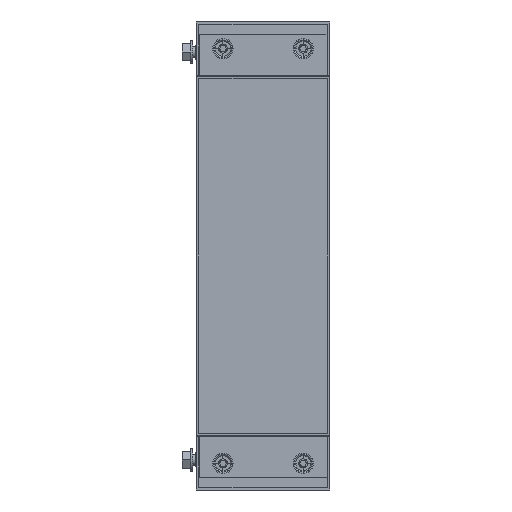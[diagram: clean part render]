
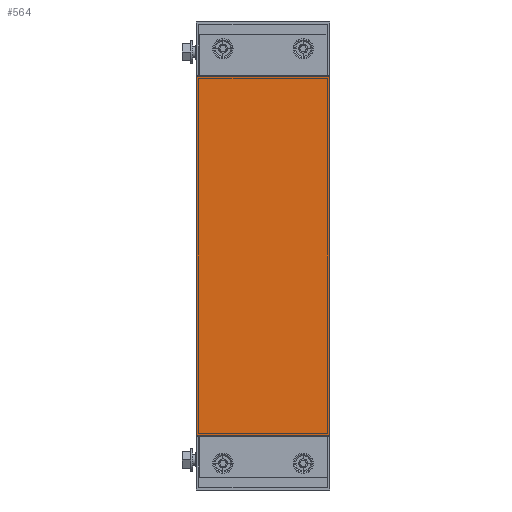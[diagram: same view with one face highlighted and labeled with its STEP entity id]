
A CAD part, left-side view. The second image highlights one B-rep face of the part: STEP entity #564.
In plain terms, the highlighted planar face has unit normal (-1, 0, 0).
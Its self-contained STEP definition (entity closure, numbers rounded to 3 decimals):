
#221 = CARTESIAN_POINT ( 'NONE',  ( 0., -100., 334.6 ) ) ;
#406 = VECTOR ( 'NONE', #872, 1000. ) ;
#498 = PLANE ( 'NONE',  #4945 ) ;
#531 = CARTESIAN_POINT ( 'NONE',  ( 0., -100., 65.4 ) ) ;
#564 = ADVANCED_FACE ( 'NONE', ( #5004 ), #498, .T. ) ;
#872 = DIRECTION ( 'NONE',  ( 0., 0., 1. ) ) ;
#928 = VECTOR ( 'NONE', #8713, 1000. ) ;
#989 = CARTESIAN_POINT ( 'NONE',  ( 0., 0., 65.4 ) ) ;
#1110 = EDGE_LOOP ( 'NONE', ( #8572, #2945, #7899, #9104 ) ) ;
#1139 = DIRECTION ( 'NONE',  ( 0., 0., 1. ) ) ;
#1814 = CARTESIAN_POINT ( 'NONE',  ( 0., 0., 65.4 ) ) ;
#1964 = CARTESIAN_POINT ( 'NONE',  ( 0., 0., 65.4 ) ) ;
#2120 = VECTOR ( 'NONE', #5626, 1000. ) ;
#2945 = ORIENTED_EDGE ( 'NONE', *, *, #4461, .T. ) ;
#3973 = EDGE_CURVE ( 'NONE', #9099, #9544, #5097, .T. ) ;
#4287 = CARTESIAN_POINT ( 'NONE',  ( 0., 0., 0. ) ) ;
#4461 = EDGE_CURVE ( 'NONE', #5231, #9099, #7807, .T. ) ;
#4945 = AXIS2_PLACEMENT_3D ( 'NONE', #4287, #4955, #1139 ) ;
#4955 = DIRECTION ( 'NONE',  ( -1., 0., 0. ) ) ;
#5004 = FACE_OUTER_BOUND ( 'NONE', #1110, .T. ) ;
#5097 = LINE ( 'NONE', #5141, #6057 ) ;
#5141 = CARTESIAN_POINT ( 'NONE',  ( 0., 0., 334.6 ) ) ;
#5231 = VERTEX_POINT ( 'NONE', #531 ) ;
#5626 = DIRECTION ( 'NONE',  ( 0., 0., -1. ) ) ;
#6057 = VECTOR ( 'NONE', #8223, 1000. ) ;
#6401 = EDGE_CURVE ( 'NONE', #8236, #5231, #9465, .T. ) ;
#7807 = LINE ( 'NONE', #7962, #406 ) ;
#7899 = ORIENTED_EDGE ( 'NONE', *, *, #3973, .T. ) ;
#7962 = CARTESIAN_POINT ( 'NONE',  ( 0., -100., 65.4 ) ) ;
#8223 = DIRECTION ( 'NONE',  ( 0., 1., 0. ) ) ;
#8236 = VERTEX_POINT ( 'NONE', #1964 ) ;
#8572 = ORIENTED_EDGE ( 'NONE', *, *, #6401, .T. ) ;
#8713 = DIRECTION ( 'NONE',  ( 0., -1., 0. ) ) ;
#8734 = LINE ( 'NONE', #1814, #2120 ) ;
#9099 = VERTEX_POINT ( 'NONE', #221 ) ;
#9104 = ORIENTED_EDGE ( 'NONE', *, *, #9194, .T. ) ;
#9194 = EDGE_CURVE ( 'NONE', #9544, #8236, #8734, .T. ) ;
#9465 = LINE ( 'NONE', #989, #928 ) ;
#9544 = VERTEX_POINT ( 'NONE', #9575 ) ;
#9575 = CARTESIAN_POINT ( 'NONE',  ( 0., 0., 334.6 ) ) ;
